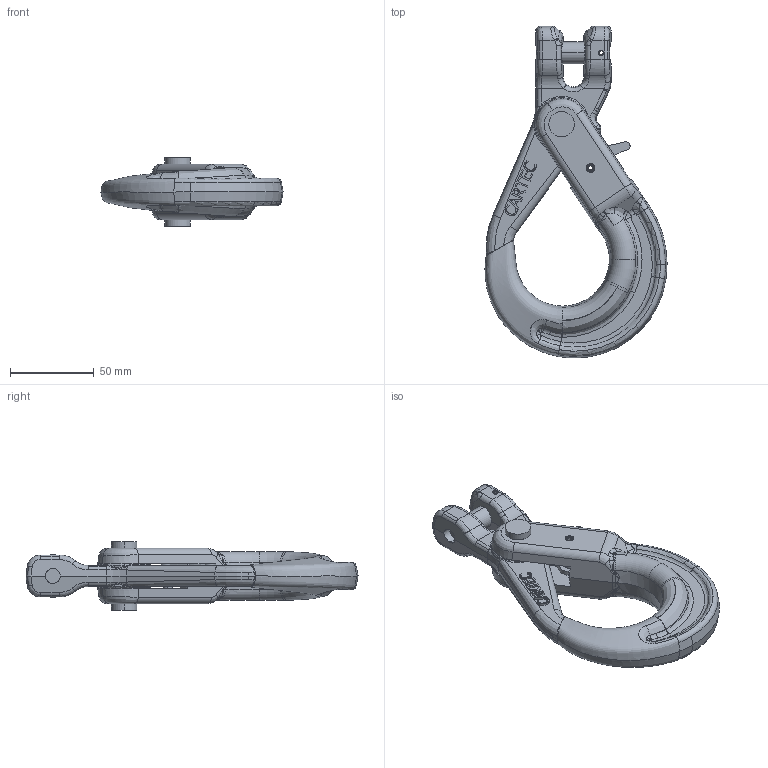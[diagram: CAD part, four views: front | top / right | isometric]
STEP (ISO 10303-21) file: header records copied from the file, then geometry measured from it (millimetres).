
FILE_DESCRIPTION(('STEP AP214'),'1');
FILE_NAME('crf_10.stp','2018-01-22T14:38:23',('TraceParts'),('TraceParts S.A.'),'Spatial InterOp 3D',' ',' ');
FILE_SCHEMA(('automotive_design'));
Length unit declared in the file: millimetre
Products named in the file (8): crf_10_1; crf_10_2; crf_10_3; crf_10_4; crf_10_5; crf_10_6; crf_10_7; crf_10_8
Bounding box: 108.5 x 197.74 x 41 mm (x, y, z)
Volume: 194317.2 mm3; surface area: 50527.4 mm2
Topology: 8 solids, 8 shells, 613 faces, 1578 edges, 961 vertices
Faces by surface type: bspline 250, cylinder 144, plane 140, cone 42, torus 29, sphere 8
Entity records: 55337 total; most frequent: CARTESIAN_POINT 36933, ORIENTED_EDGE 3106, DIRECTION 2370, EDGE_CURVE 1553, VERTEX_POINT 961, AXIS2_PLACEMENT_3D 940, EDGE_LOOP 646, STYLED_ITEM 621
